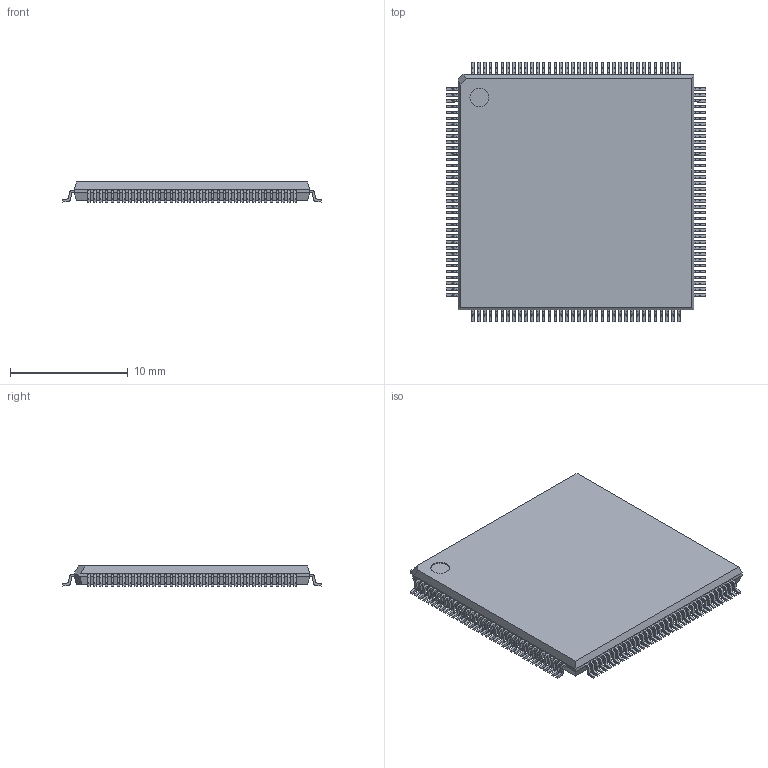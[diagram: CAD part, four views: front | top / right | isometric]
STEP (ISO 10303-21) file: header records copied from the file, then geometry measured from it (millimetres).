
FILE_DESCRIPTION((''),'2;1');
FILE_NAME('QFP50P2200X2200X170-144N.stp','2011-08-02T15:36:06',(''),(''),'Mechanical Desktop 2011','Mechanical Desktop 2011',', , ');
FILE_SCHEMA(('AUTOMOTIVE_DESIGN { 1 2 10303 214 1 1 1 1 }'));
Length unit declared in the file: millimetre
Products named in the file (1): Product
Bounding box: 22 x 22 x 1.7 mm (x, y, z)
Volume: 618.4 mm3; surface area: 1092.2 mm2
Topology: 145 solids, 145 shells, 2036 faces, 5231 edges, 3486 vertices
Faces by surface type: plane 1458, cylinder 578
Entity records: 61527 total; most frequent: CARTESIAN_POINT 10754, ORIENTED_EDGE 10462, DIRECTION 10461, EDGE_CURVE 5231, VECTOR 4075, LINE 4075, VERTEX_POINT 3486, AXIS2_PLACEMENT_3D 3193
